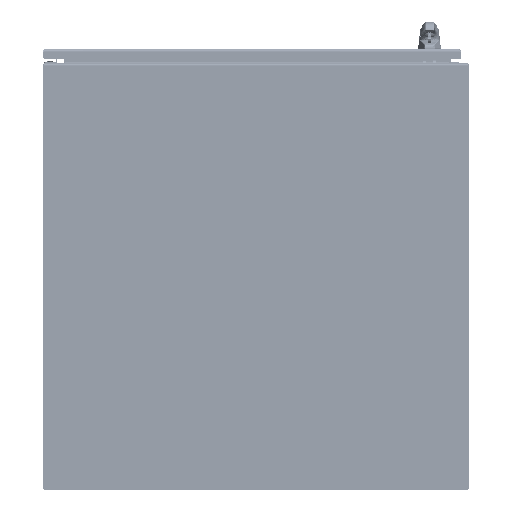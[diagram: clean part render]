
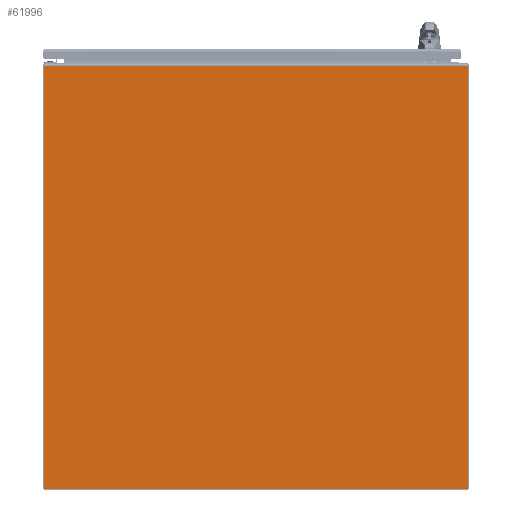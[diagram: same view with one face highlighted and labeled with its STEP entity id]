
A CAD part, front view. The second image highlights one B-rep face of the part: STEP entity #61996.
In plain terms, the highlighted face is planar.
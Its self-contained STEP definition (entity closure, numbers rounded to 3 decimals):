
#13895=FACE_OUTER_BOUND('',#16566,.T.);
#16566=EDGE_LOOP('',(#46684,#46685,#46686,#46687));
#19472=LINE('',#88197,#23750);
#19478=LINE('',#88215,#23756);
#19481=LINE('',#88221,#23759);
#19482=LINE('',#88222,#23760);
#23750=VECTOR('',#71946,0.394);
#23756=VECTOR('',#71970,0.394);
#23759=VECTOR('',#71975,0.394);
#23760=VECTOR('',#71976,0.394);
#27986=VERTEX_POINT('',#88194);
#27987=VERTEX_POINT('',#88196);
#27990=VERTEX_POINT('',#88214);
#27992=VERTEX_POINT('',#88220);
#36721=EDGE_CURVE('',#27987,#27986,#19472,.T.);
#36730=EDGE_CURVE('',#27987,#27990,#19478,.T.);
#36733=EDGE_CURVE('',#27992,#27986,#19481,.T.);
#36734=EDGE_CURVE('',#27990,#27992,#19482,.T.);
#46684=ORIENTED_EDGE('',*,*,#36721,.T.);
#46685=ORIENTED_EDGE('',*,*,#36733,.F.);
#46686=ORIENTED_EDGE('',*,*,#36734,.F.);
#46687=ORIENTED_EDGE('',*,*,#36730,.F.);
#58994=PLANE('',#65648);
#61996=ADVANCED_FACE('',(#13895),#58994,.T.);
#65648=AXIS2_PLACEMENT_3D('',#88219,#71973,#71974);
#71946=DIRECTION('',(1.,0.,0.));
#71970=DIRECTION('',(0.,1.,0.));
#71973=DIRECTION('center_axis',(0.,0.,1.));
#71974=DIRECTION('ref_axis',(1.,0.,0.));
#71975=DIRECTION('',(0.,-1.,0.));
#71976=DIRECTION('',(1.,0.,0.));
#88194=CARTESIAN_POINT('',(17.961,-17.816,0.102));
#88196=CARTESIAN_POINT('',(-17.961,-17.816,0.102));
#88197=CARTESIAN_POINT('',(-8.98,-17.816,0.102));
#88214=CARTESIAN_POINT('',(-17.961,18.012,0.102));
#88215=CARTESIAN_POINT('',(-17.961,-18.012,0.102));
#88219=CARTESIAN_POINT('Origin',(0.,0.,
0.102));
#88220=CARTESIAN_POINT('',(17.961,18.012,0.102));
#88221=CARTESIAN_POINT('',(17.961,18.012,0.102));
#88222=CARTESIAN_POINT('',(-17.961,18.012,0.102));
